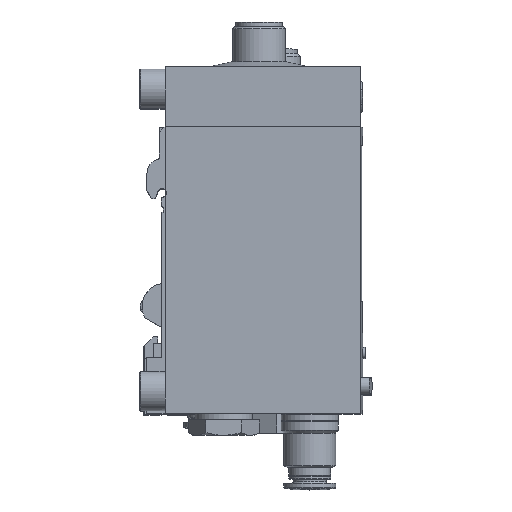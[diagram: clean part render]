
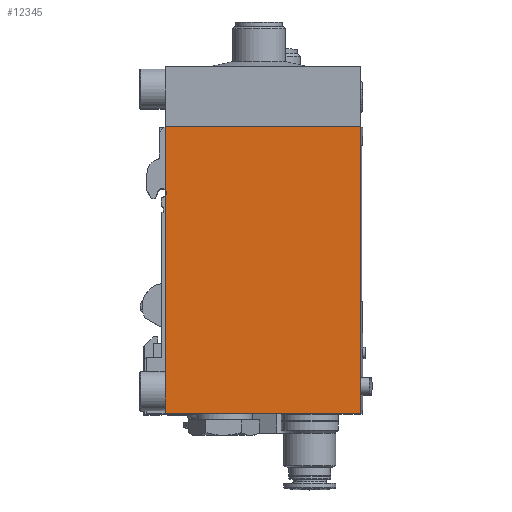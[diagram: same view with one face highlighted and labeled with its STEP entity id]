
A CAD part, top view. The second image highlights one B-rep face of the part: STEP entity #12345.
In plain terms, the highlighted face is planar.
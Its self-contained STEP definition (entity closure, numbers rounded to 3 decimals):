
#192=B_SPLINE_CURVE_WITH_KNOTS('',3,(#17325,#17326,#17327,#17328),
 .UNSPECIFIED.,.F.,.F.,(4,4),(0.,1.),.UNSPECIFIED.);
#315=CIRCLE('',#12980,1.);
#1255=ORIENTED_EDGE('',*,*,#3602,.F.);
#1256=ORIENTED_EDGE('',*,*,#3490,.F.);
#1257=ORIENTED_EDGE('',*,*,#3603,.F.);
#1258=ORIENTED_EDGE('',*,*,#3604,.F.);
#1259=ORIENTED_EDGE('',*,*,#3605,.F.);
#1260=ORIENTED_EDGE('',*,*,#3478,.T.);
#3478=EDGE_CURVE('',#4657,#4656,#315,.T.);
#3490=EDGE_CURVE('',#4666,#4667,#5538,.T.);
#3602=EDGE_CURVE('',#4667,#4656,#5629,.T.);
#3603=EDGE_CURVE('',#4740,#4666,#5630,.T.);
#3604=EDGE_CURVE('',#4741,#4740,#192,.F.);
#3605=EDGE_CURVE('',#4657,#4741,#5631,.T.);
#4656=VERTEX_POINT('',#17085);
#4657=VERTEX_POINT('',#17087);
#4666=VERTEX_POINT('',#17108);
#4667=VERTEX_POINT('',#17110);
#4740=VERTEX_POINT('',#17324);
#4741=VERTEX_POINT('',#17329);
#5538=LINE('',#17109,#6291);
#5629=LINE('',#17322,#6382);
#5630=LINE('',#17323,#6383);
#5631=LINE('',#17330,#6384);
#6291=VECTOR('',#14272,1000.);
#6382=VECTOR('',#14453,1000.);
#6383=VECTOR('',#14454,1000.);
#6384=VECTOR('',#14455,1000.);
#6957=EDGE_LOOP('',(#1255,#1256,#1257,#1258,#1259,#1260));
#7788=FACE_BOUND('',#6957,.T.);
#8584=PLANE('',#13031);
#12345=ADVANCED_FACE('',(#7788),#8584,.F.);
#12980=AXIS2_PLACEMENT_3D('',#17086,#14252,#14253);
#13031=AXIS2_PLACEMENT_3D('',#17321,#14451,#14452);
#14252=DIRECTION('',(1.,0.,0.));
#14253=DIRECTION('',(0.,0.,-1.));
#14272=DIRECTION('',(0.,0.,-1.));
#14451=DIRECTION('',(1.,0.,0.));
#14452=DIRECTION('',(0.,0.,-1.));
#14453=DIRECTION('',(0.,1.,0.));
#14454=DIRECTION('',(0.,-1.,0.));
#14455=DIRECTION('',(0.,1.,0.));
#17085=CARTESIAN_POINT('',(-47.5,9.936,-43.));
#17086=CARTESIAN_POINT('',(-47.5,10.65,-43.7));
#17087=CARTESIAN_POINT('',(-47.5,11.364,-43.));
#17108=CARTESIAN_POINT('',(-47.5,-39.25,1.3));
#17109=CARTESIAN_POINT('',(-47.5,-39.25,1.3));
#17110=CARTESIAN_POINT('',(-47.5,-39.25,-43.));
#17321=CARTESIAN_POINT('',(-47.5,10.65,-43.7));
#17322=CARTESIAN_POINT('',(-47.5,10.65,-43.));
#17323=CARTESIAN_POINT('',(-47.5,25.75,1.3));
#17324=CARTESIAN_POINT('',(-47.5,25.75,1.3));
#17325=CARTESIAN_POINT('',(-47.5,25.75,1.3));
#17326=CARTESIAN_POINT('',(-47.5,25.75,-13.467));
#17327=CARTESIAN_POINT('',(-47.5,25.75,-28.233));
#17328=CARTESIAN_POINT('',(-47.5,25.75,-43.));
#17329=CARTESIAN_POINT('',(-47.5,25.75,-43.));
#17330=CARTESIAN_POINT('',(-47.5,10.65,-43.));
